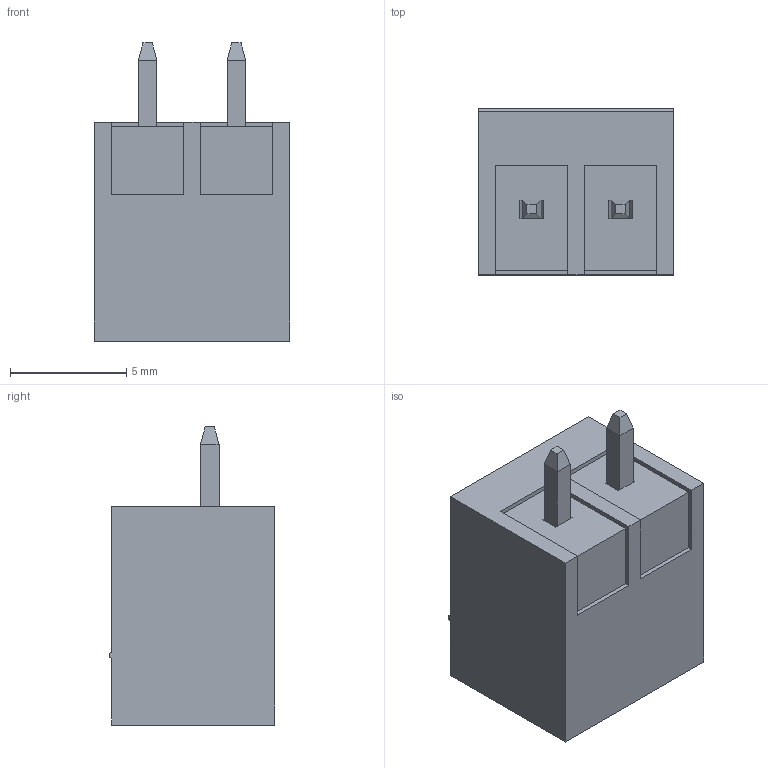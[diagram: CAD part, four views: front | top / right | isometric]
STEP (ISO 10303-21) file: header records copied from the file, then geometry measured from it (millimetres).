
FILE_DESCRIPTION (( 'STEP AP214' ), '1' );
FILE_NAME ('FTB38107-M02S2GNB-REF.STEP', '2025-07-08T10:18:16', ( '' ), ( '' ), 'SwSTEP 2.0', 'SolidWorks 2021', '' );
FILE_SCHEMA (( 'AUTOMOTIVE_DESIGN' ));
Length unit declared in the file: millimetre
Products named in the file (1): FTB38107-M02S2GNB-REF
Bounding box: 8.41 x 7.12 x 12.8 mm (x, y, z)
Volume: 283.9 mm3; surface area: 852.6 mm2
Topology: 1 solids, 1 shells, 164 faces, 414 edges, 260 vertices
Faces by surface type: plane 143, cylinder 11, cone 6, torus 4
Entity records: 4832 total; most frequent: CARTESIAN_POINT 851, ORIENTED_EDGE 828, DIRECTION 780, EDGE_CURVE 414, VECTOR 370, LINE 370, VERTEX_POINT 260, AXIS2_PLACEMENT_3D 205
